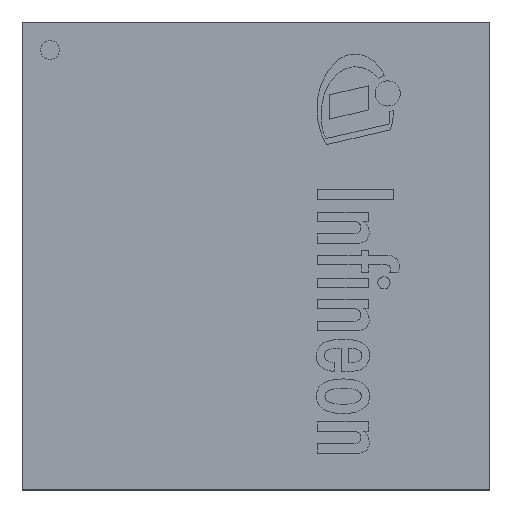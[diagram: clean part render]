
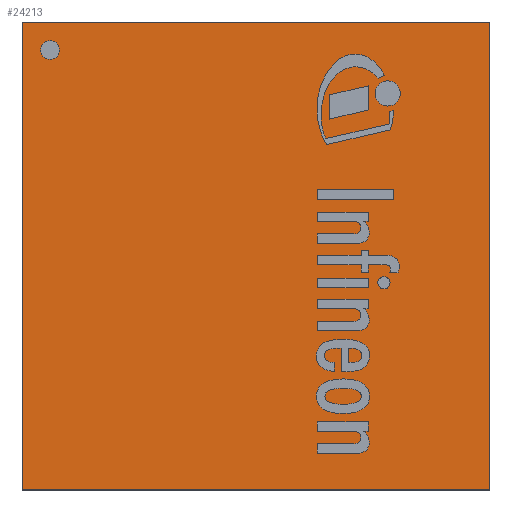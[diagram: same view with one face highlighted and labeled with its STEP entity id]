
A CAD part, top view. The second image highlights one B-rep face of the part: STEP entity #24213.
In plain terms, the highlighted planar face has unit normal (0, 0, 1).
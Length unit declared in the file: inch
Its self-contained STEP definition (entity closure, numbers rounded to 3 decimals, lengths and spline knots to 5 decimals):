
#26=FACE_BOUND('',#8107,.T.);
#3476=CIRCLE('',#28821,0.5);
#6323=FACE_OUTER_BOUND('',#8106,.T.);
#8106=EDGE_LOOP('',(#21801,#21802,#21803,#21804));
#8107=EDGE_LOOP('',(#21805));
#8969=LINE('',#45243,#9838);
#8972=LINE('',#45248,#9841);
#8975=LINE('',#45259,#9844);
#8976=LINE('',#45261,#9845);
#9838=VECTOR('',#37832,1.);
#9841=VECTOR('',#37837,1.);
#9844=VECTOR('',#37850,1.);
#9845=VECTOR('',#37853,1.);
#12296=VERTEX_POINT('',#45240);
#12297=VERTEX_POINT('',#45242);
#12298=VERTEX_POINT('',#45246);
#12299=VERTEX_POINT('',#45250);
#12301=VERTEX_POINT('',#45257);
#15460=EDGE_CURVE('',#12296,#12297,#8969,.T.);
#15463=EDGE_CURVE('',#12298,#12296,#8972,.T.);
#15464=EDGE_CURVE('',#12299,#12299,#3476,.T.);
#15468=EDGE_CURVE('',#12301,#12298,#8975,.T.);
#15469=EDGE_CURVE('',#12297,#12301,#8976,.T.);
#21801=ORIENTED_EDGE('',*,*,#15468,.F.);
#21802=ORIENTED_EDGE('',*,*,#15469,.F.);
#21803=ORIENTED_EDGE('',*,*,#15460,.F.);
#21804=ORIENTED_EDGE('',*,*,#15463,.F.);
#21805=ORIENTED_EDGE('',*,*,#15464,.T.);
#22434=PLANE('',#28826);
#24213=ADVANCED_FACE('',(#6323,#26),#22434,.T.);
#28821=AXIS2_PLACEMENT_3D('',#45251,#37840,#37841);
#28826=AXIS2_PLACEMENT_3D('',#45262,#37854,#37855);
#37832=DIRECTION('',(-1.,0.,0.));
#37837=DIRECTION('',(0.,-1.,0.));
#37840=DIRECTION('center_axis',(0.,0.,-1.));
#37841=DIRECTION('ref_axis',(0.,-1.,0.));
#37850=DIRECTION('',(1.,0.,0.));
#37853=DIRECTION('',(0.,1.,0.));
#37854=DIRECTION('center_axis',(0.,0.,1.));
#37855=DIRECTION('ref_axis',(0.,-1.,0.));
#45240=CARTESIAN_POINT('',(12.5,-12.5,1.7));
#45242=CARTESIAN_POINT('',(-12.5,-12.5,1.7));
#45243=CARTESIAN_POINT('',(-12.5,-12.5,1.7));
#45246=CARTESIAN_POINT('',(12.5,12.5,1.7));
#45248=CARTESIAN_POINT('',(12.5,-12.5,1.7));
#45250=CARTESIAN_POINT('',(-11.,11.5,1.7));
#45251=CARTESIAN_POINT('Origin',(-11.,11.,1.7));
#45257=CARTESIAN_POINT('',(-12.5,12.5,1.7));
#45259=CARTESIAN_POINT('',(12.5,12.5,1.7));
#45261=CARTESIAN_POINT('',(-12.5,12.5,1.7));
#45262=CARTESIAN_POINT('Origin',(0.,0.,1.7));
